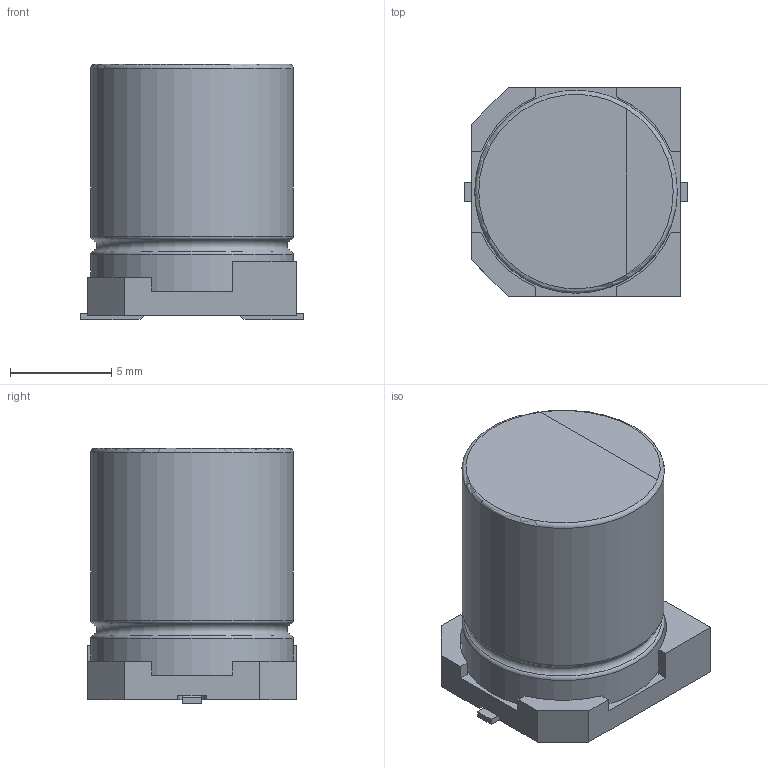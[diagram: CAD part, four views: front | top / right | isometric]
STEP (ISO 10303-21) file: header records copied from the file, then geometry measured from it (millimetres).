
FILE_DESCRIPTION(/* description */ ('Designed by EasyEDA Pro'),/* implementation_level */ '2;1');
FILE_NAME(/* name */ 'CE_D10xL10_WT.step',/* time_stamp */ '2025-04-09T18:15:25+08:00',/* author */ (''),/* organization */ (''),/* preprocessor_version */ 'ST-DEVELOPER v20.1',/* originating_system */ 'Autodesk Translation Framework v14.4.0.0',/* authorisation */ '');
FILE_SCHEMA (('AUTOMOTIVE_DESIGN { 1 0 10303 214 3 1 1 }'));
Length unit declared in the file: millimetre
Products named in the file (3): lvg8-PCBModel; lvg8-Board; lvg8-U1-CAP-SMD_BD10.0-L10.3-W10.3-LS11.0-FD-1
Assembly tree (2 placements, depth 2):
  lvg8-PCBModel
    lvg8-Board
    lvg8-U1-CAP-SMD_BD10.0-L10.3-W10.3-LS11.0-FD-1
Bounding box: 11 x 10.3 x 12.6 mm (x, y, z)
Volume: 1019.2 mm3; surface area: 673.4 mm2
Topology: 1 solids, 1 shells, 278 faces, 757 edges, 503 vertices
Faces by surface type: plane 164, bspline 98, cylinder 12, torus 4
Full cylindrical faces by diameter (mm): 10 x2
Entity records: 9386 total; most frequent: CARTESIAN_POINT 2579, ORIENTED_EDGE 1514, DIRECTION 1136, EDGE_CURVE 757, LINE 528, VECTOR 528, VERTEX_POINT 503, AXIS2_PLACEMENT_3D 304
